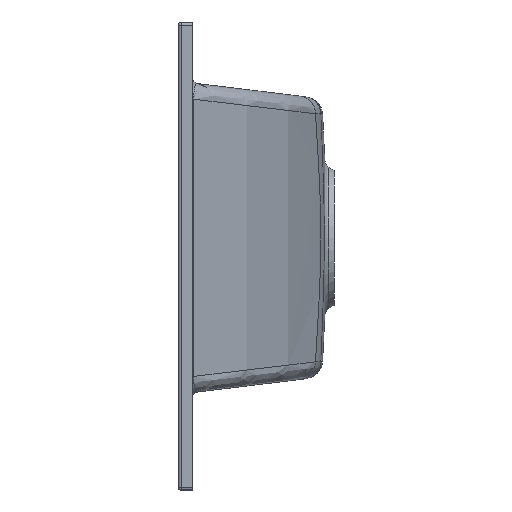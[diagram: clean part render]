
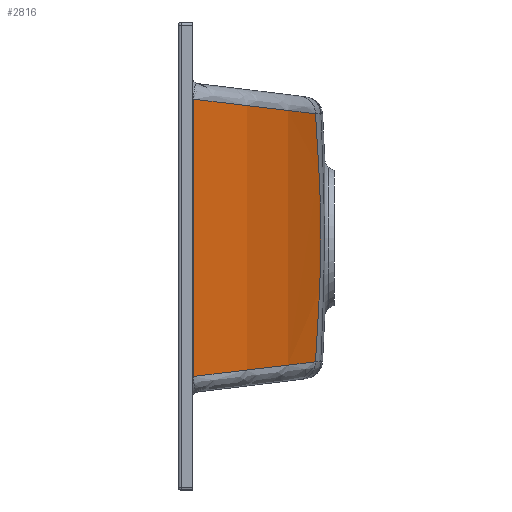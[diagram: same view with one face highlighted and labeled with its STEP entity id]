
A CAD part, left-side view. The second image highlights one B-rep face of the part: STEP entity #2816.
In plain terms, the highlighted cylindrical face has radius 615.315 mm (diameter 1230.63 mm), a partial arc.
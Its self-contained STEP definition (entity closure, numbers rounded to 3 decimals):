
#271 = EDGE_CURVE ( 'NONE', #1681, #3106, #3538, .T. ) ;
#272 = CARTESIAN_POINT ( 'NONE',  ( -125.095, -135.151, -70.327 ) ) ;
#293 = CARTESIAN_POINT ( 'NONE',  ( -113.236, -137.491, -1.566 ) ) ;
#318 = CARTESIAN_POINT ( 'NONE',  ( -133.011, -133.458, 99.583 ) ) ;
#479 = EDGE_CURVE ( 'NONE', #3744, #4084, #4465, .T. ) ;
#626 = CARTESIAN_POINT ( 'NONE',  ( -133.045, -133.45, -99.706 ) ) ;
#647 = CARTESIAN_POINT ( 'NONE',  ( -113.375, -137.465, -6.73 ) ) ;
#668 = CARTESIAN_POINT ( 'NONE',  ( -125.011, -135.169, 70.008 ) ) ;
#826 = ORIENTED_EDGE ( 'NONE', *, *, #1102, .T. ) ;
#907 = CARTESIAN_POINT ( 'NONE',  ( -310.186, -71.928, -126.468 ) ) ;
#998 = CARTESIAN_POINT ( 'NONE',  ( -114.516, -137.25, -20.757 ) ) ;
#1013 = DIRECTION ( 'NONE',  ( 0., 0., -1. ) ) ;
#1019 = CARTESIAN_POINT ( 'NONE',  ( -120.059, -136.174, 50.213 ) ) ;
#1053 = AXIS2_PLACEMENT_3D ( 'NONE', #1297, #2726, #4126 ) ;
#1059 = B_SPLINE_CURVE_WITH_KNOTS ( 'NONE', 3,
 ( #2413, #3819, #626, #2065, #3480, #272, #1708, #3132, #4520, #1350, #2779, #4186, #998, #2438, #3840, #647, #2086, #3501, #293, #1726, #3151, #4542, #1377, #2802, #4207, #1019, #2459, #3859, #668, #2107, #3524, #318, #1755, #3175 ),
 .UNSPECIFIED., .F., .F.,
 ( 4, 2, 2, 2, 2, 2, 2, 2, 2, 2, 2, 2, 2, 2, 2, 2, 4 ),
 ( 0., 0.03, 0.046, 0.061, 0.076, 0.091, 0.107, 0.114, 0.118, 0.122, 0.137, 0.152, 0.167, 0.183, 0.198, 0.213, 0.244 ),
 .UNSPECIFIED. ) ;
#1102 = EDGE_CURVE ( 'NONE', #4084, #1681, #2795, .T. ) ;
#1269 = CARTESIAN_POINT ( 'NONE',  ( -381.978, -15.08, 133.255 ) ) ;
#1297 = CARTESIAN_POINT ( 'NONE',  ( 0., 467.315, -137.5 ) ) ;
#1350 = CARTESIAN_POINT ( 'NONE',  ( -117.969, -136.587, -40.76 ) ) ;
#1377 = CARTESIAN_POINT ( 'NONE',  ( -115.148, -137.13, 25.238 ) ) ;
#1448 = VECTOR ( 'NONE', #1013, 1000. ) ;
#1544 = CARTESIAN_POINT ( 'NONE',  ( -381.978, -15.08, 133.255 ) ) ;
#1630 = CARTESIAN_POINT ( 'NONE',  ( -138.437, -132.225, 119.269 ) ) ;
#1681 = VERTEX_POINT ( 'NONE', #1978 ) ;
#1708 = CARTESIAN_POINT ( 'NONE',  ( -123.814, -135.416, -65.42 ) ) ;
#1726 = CARTESIAN_POINT ( 'NONE',  ( -113.224, -137.493, 4.899 ) ) ;
#1755 = CARTESIAN_POINT ( 'NONE',  ( -135.735, -132.848, 109.423 ) ) ;
#1815 = ORIENTED_EDGE ( 'NONE', *, *, #271, .T. ) ;
#1961 = ORIENTED_EDGE ( 'NONE', *, *, #479, .T. ) ;
#1978 = CARTESIAN_POINT ( 'NONE',  ( -381.978, -15.08, -133.255 ) ) ;
#2065 = CARTESIAN_POINT ( 'NONE',  ( -129.033, -134.32, -85.026 ) ) ;
#2086 = CARTESIAN_POINT ( 'NONE',  ( -113.324, -137.474, -5.443 ) ) ;
#2107 = CARTESIAN_POINT ( 'NONE',  ( -127.636, -134.618, 79.878 ) ) ;
#2115 = CARTESIAN_POINT ( 'NONE',  ( -138.437, -132.225, 119.269 ) ) ;
#2347 = CARTESIAN_POINT ( 'NONE',  ( -227.663, -111.622, -121.728 ) ) ;
#2413 = CARTESIAN_POINT ( 'NONE',  ( -138.437, -132.225, -119.269 ) ) ;
#2438 = CARTESIAN_POINT ( 'NONE',  ( -113.769, -137.391, -13.134 ) ) ;
#2459 = CARTESIAN_POINT ( 'NONE',  ( -121.247, -135.937, 55.17 ) ) ;
#2726 = DIRECTION ( 'NONE',  ( 0., 0., 1. ) ) ;
#2779 = CARTESIAN_POINT ( 'NONE',  ( -116.959, -136.783, -35.792 ) ) ;
#2795 = LINE ( 'NONE', #4200, #1448 ) ;
#2802 = CARTESIAN_POINT ( 'NONE',  ( -116.859, -136.802, 35.274 ) ) ;
#2816 = ADVANCED_FACE ( 'NONE', ( #3075 ), #4469, .T. ) ;
#2994 = EDGE_LOOP ( 'NONE', ( #1961, #826, #1815, #3920 ) ) ;
#3049 = CARTESIAN_POINT ( 'NONE',  ( -227.663, -111.622, 121.728 ) ) ;
#3075 = FACE_OUTER_BOUND ( 'NONE', #2994, .T. ) ;
#3106 = VERTEX_POINT ( 'NONE', #3233 ) ;
#3132 = CARTESIAN_POINT ( 'NONE',  ( -121.349, -135.917, -55.585 ) ) ;
#3151 = CARTESIAN_POINT ( 'NONE',  ( -113.482, -137.445, 10.024 ) ) ;
#3175 = CARTESIAN_POINT ( 'NONE',  ( -138.437, -132.225, 119.269 ) ) ;
#3233 = CARTESIAN_POINT ( 'NONE',  ( -138.437, -132.225, -119.269 ) ) ;
#3480 = CARTESIAN_POINT ( 'NONE',  ( -127.704, -134.604, -80.13 ) ) ;
#3501 = CARTESIAN_POINT ( 'NONE',  ( -113.255, -137.487, -2.862 ) ) ;
#3524 = CARTESIAN_POINT ( 'NONE',  ( -128.973, -134.333, 84.806 ) ) ;
#3538 =( BOUNDED_CURVE ( )  B_SPLINE_CURVE ( 3, ( #4091, #907, #2347, #3753 ),
 .UNSPECIFIED., .F., .T. ) 
 B_SPLINE_CURVE_WITH_KNOTS ( ( 4, 4 ),
 ( 5.613, 6.056 ),
 .UNSPECIFIED. ) 
 CURVE ( )  GEOMETRIC_REPRESENTATION_ITEM ( )  RATIONAL_B_SPLINE_CURVE ( ( 1., 0.984, 0.984, 1. ) ) 
 REPRESENTATION_ITEM ( '' )  );
#3744 = VERTEX_POINT ( 'NONE', #2115 ) ;
#3753 = CARTESIAN_POINT ( 'NONE',  ( -138.437, -132.225, -119.269 ) ) ;
#3819 = CARTESIAN_POINT ( 'NONE',  ( -135.753, -132.844, -109.485 ) ) ;
#3840 = CARTESIAN_POINT ( 'NONE',  ( -113.574, -137.427, -10.581 ) ) ;
#3859 = CARTESIAN_POINT ( 'NONE',  ( -123.723, -135.434, 65.068 ) ) ;
#3917 = EDGE_CURVE ( 'NONE', #3106, #3744, #1059, .T. ) ;
#3920 = ORIENTED_EDGE ( 'NONE', *, *, #3917, .T. ) ;
#4084 = VERTEX_POINT ( 'NONE', #1544 ) ;
#4091 = CARTESIAN_POINT ( 'NONE',  ( -381.978, -15.08, -133.255 ) ) ;
#4126 = DIRECTION ( 'NONE',  ( 1., 0., 0. ) ) ;
#4186 = CARTESIAN_POINT ( 'NONE',  ( -115.232, -137.114, -25.791 ) ) ;
#4200 = CARTESIAN_POINT ( 'NONE',  ( -381.978, -15.08, -137.5 ) ) ;
#4207 = CARTESIAN_POINT ( 'NONE',  ( -117.865, -136.607, 40.264 ) ) ;
#4447 = CARTESIAN_POINT ( 'NONE',  ( -310.186, -71.928, 126.468 ) ) ;
#4465 =( BOUNDED_CURVE ( )  B_SPLINE_CURVE ( 3, ( #1630, #3049, #4447, #1269 ),
 .UNSPECIFIED., .F., .T. ) 
 B_SPLINE_CURVE_WITH_KNOTS ( ( 4, 4 ),
 ( 3.369, 3.811 ),
 .UNSPECIFIED. ) 
 CURVE ( )  GEOMETRIC_REPRESENTATION_ITEM ( )  RATIONAL_B_SPLINE_CURVE ( ( 1., 0.984, 0.984, 1. ) ) 
 REPRESENTATION_ITEM ( '' )  );
#4469 = CYLINDRICAL_SURFACE ( 'NONE', #1053, 615.315 ) ;
#4520 = CARTESIAN_POINT ( 'NONE',  ( -120.164, -136.154, -50.656 ) ) ;
#4542 = CARTESIAN_POINT ( 'NONE',  ( -114.445, -137.263, 20.193 ) ) ;
